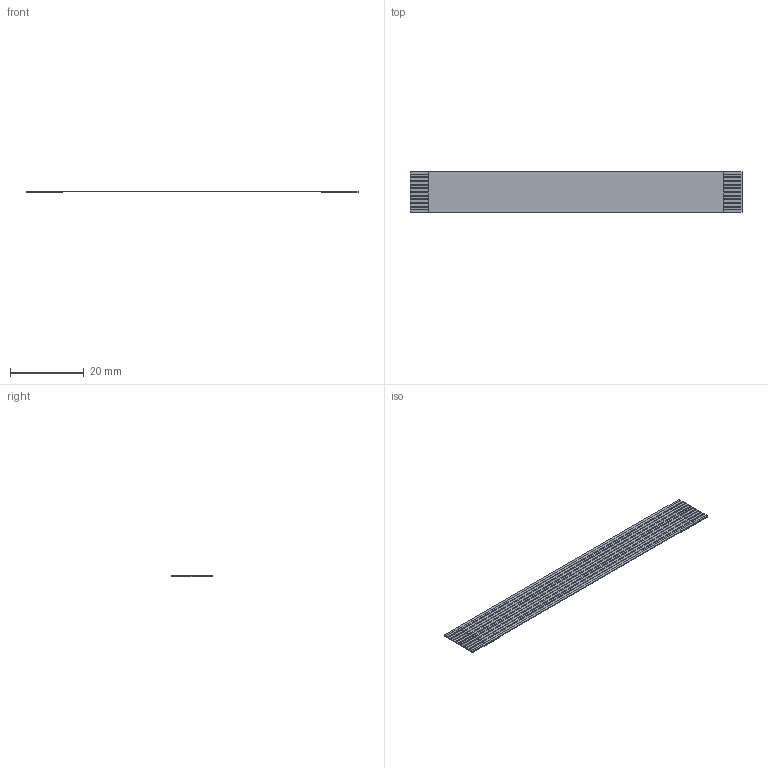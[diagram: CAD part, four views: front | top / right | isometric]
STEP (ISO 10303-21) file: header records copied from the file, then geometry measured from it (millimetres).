
FILE_DESCRIPTION( ( 'Unknown' ), '1' );
FILE_NAME( '6866xxxxx001.stp', 'Unknown', ( 'Unknown' ), ( 'Unknown' ), 'PSStep 15.0.49', 'Unknown', ' ' );
FILE_SCHEMA( ( 'AUTOMOTIVE_DESIGN { 1 0 10303 214 1 1 1 1 }' ) );
Length unit declared in the file: millimetre
Products named in the file (1): 1
Bounding box: 90 x 11 x 0.41 mm (x, y, z)
Volume: 199.4 mm3; surface area: 3245.3 mm2
Topology: 1 solids, 1 shells, 80 faces, 246 edges, 148 vertices
Faces by surface type: plane 80
Entity records: 3322 total; most frequent: ORIENTED_EDGE 492, CARTESIAN_POINT 475, DIRECTION 408, EDGE_CURVE 246, LINE 246, VECTOR 246, VERTEX_POINT 148, AXIS2_PLACEMENT_3D 81
